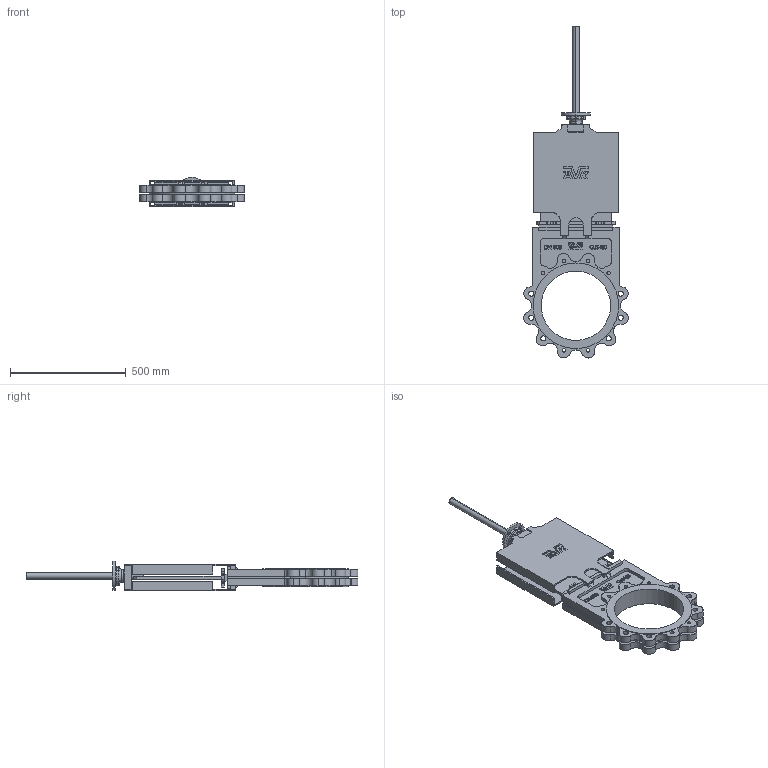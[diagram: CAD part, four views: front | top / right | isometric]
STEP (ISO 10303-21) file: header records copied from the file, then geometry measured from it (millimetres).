
FILE_DESCRIPTION (( 'STEP AP203' ), '1' );
FILE_NAME ('70230050034.STEP', '2017-04-07T11:51:31', ( '' ), ( '' ), 'SwSTEP 2.0', 'SolidWorks 2016', '' );
FILE_SCHEMA (( 'CONFIG_CONTROL_DESIGN' ));
Length unit declared in the file: millimetre
Products named in the file (1): 70230050034
Bounding box: 452.03 x 1436.01 x 128 mm (x, y, z)
Volume: 13064518.1 mm3; surface area: 1647597.6 mm2
Topology: 1 solids, 1 shells, 1209 faces, 3410 edges, 2258 vertices
Faces by surface type: plane 537, cylinder 468, bspline 176, torus 26, cone 2
Entity records: 50776 total; most frequent: CARTESIAN_POINT 19546, ORIENTED_EDGE 6816, DIRECTION 6075, EDGE_CURVE 3408, VERTEX_POINT 2258, LINE 2057, VECTOR 2057, AXIS2_PLACEMENT_3D 2009
